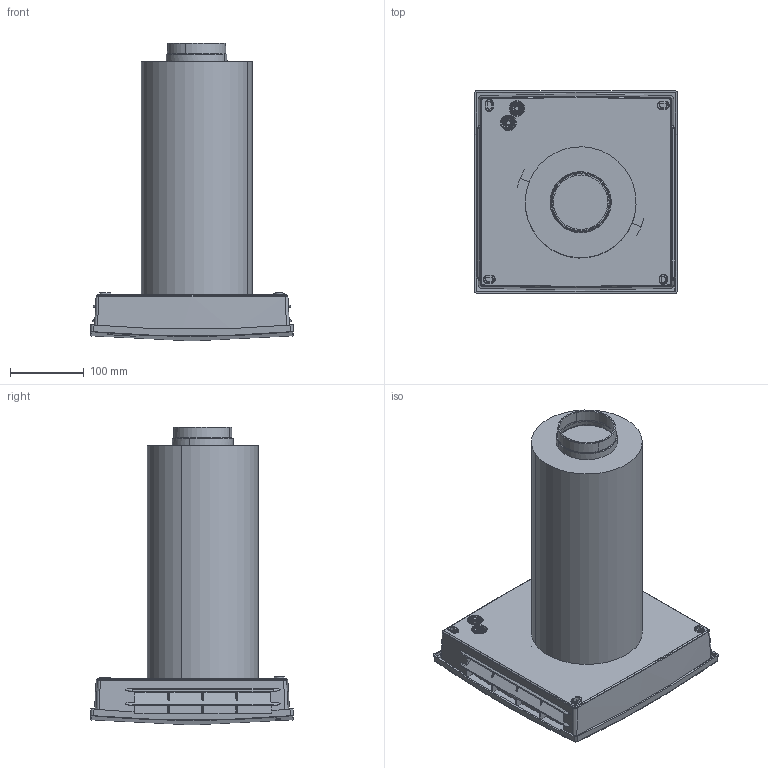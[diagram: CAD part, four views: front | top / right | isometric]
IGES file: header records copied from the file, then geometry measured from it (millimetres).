
Start section: Elysium IGES Interface
Global section: file name: 97H0095.0245-0246.0000 3D-Daten PPB 30 O u. K.igs; native system: PTC Creo Elements/Direct Modeling 19.0C  15-Aug-2015; preprocessor: Creo Element/Direct IGES_3D V2.2; author: Unknown; organization: Unknown; date: 20180119.155115; units: millimetre
Bounding box: 275.01 x 275.01 x 404.09 mm (x, y, z)
Volume: 9527990.1 mm3; surface area: 445655.1 mm2
Topology: 1 solids, 16 shells, 536 faces, 1376 edges, 883 vertices
Faces by surface type: bspline 536
